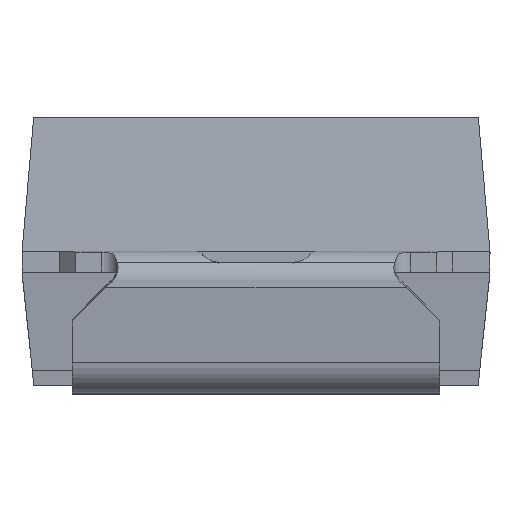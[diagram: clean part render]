
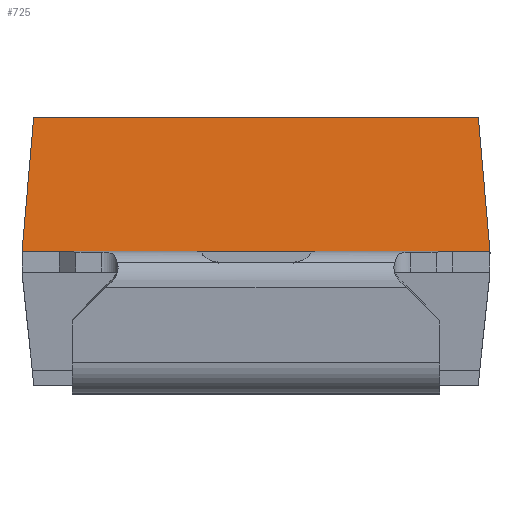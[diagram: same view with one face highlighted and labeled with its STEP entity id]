
A CAD part, top view. The second image highlights one B-rep face of the part: STEP entity #725.
In plain terms, the highlighted face is planar.
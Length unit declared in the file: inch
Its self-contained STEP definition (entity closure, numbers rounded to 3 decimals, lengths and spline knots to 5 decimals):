
#79 = DIRECTION ( 'NONE',  ( -0.087, -0.992, -0.087 ) ) ;
#104 = EDGE_LOOP ( 'NONE', ( #232, #2292, #5817, #5799 ) ) ;
#216 = CARTESIAN_POINT ( 'NONE',  ( 0.05236, -0.04724, 0.0563 ) ) ;
#232 = ORIENTED_EDGE ( 'NONE', *, *, #1916, .F. ) ;
#302 = VERTEX_POINT ( 'NONE', #2442 ) ;
#370 = EDGE_CURVE ( 'NONE', #2189, #1450, #1123, .T. ) ;
#497 = DIRECTION ( 'NONE',  ( 0., -0.087, 0.996 ) ) ;
#725 = ADVANCED_FACE ( 'NONE', ( #6210 ), #3833, .T. ) ;
#734 = DIRECTION ( 'NONE',  ( -1., 0., 0. ) ) ;
#749 = VERTEX_POINT ( 'NONE', #3388 ) ;
#784 = VECTOR ( 'NONE', #5497, 39.37008 ) ;
#1013 = DIRECTION ( 'NONE',  ( 0., -0.996, -0.087 ) ) ;
#1123 = LINE ( 'NONE', #2596, #3528 ) ;
#1450 = VERTEX_POINT ( 'NONE', #2478 ) ;
#1594 = EDGE_CURVE ( 'NONE', #2189, #302, #4945, .T. ) ;
#1916 = EDGE_CURVE ( 'NONE', #1450, #749, #2230, .T. ) ;
#1987 = AXIS2_PLACEMENT_3D ( 'NONE', #3422, #497, #1013 ) ;
#2189 = VERTEX_POINT ( 'NONE', #2503 ) ;
#2230 = LINE ( 'NONE', #216, #3014 ) ;
#2292 = ORIENTED_EDGE ( 'NONE', *, *, #370, .F. ) ;
#2442 = CARTESIAN_POINT ( 'NONE',  ( -0.05512, -0.01575, 0.05906 ) ) ;
#2478 = CARTESIAN_POINT ( 'NONE',  ( 0.05236, -0.04724, 0.0563 ) ) ;
#2503 = CARTESIAN_POINT ( 'NONE',  ( 0.05512, -0.01575, 0.05906 ) ) ;
#2553 = DIRECTION ( 'NONE',  ( -1., 0., 0. ) ) ;
#2596 = CARTESIAN_POINT ( 'NONE',  ( 0.05151, -0.05695, 0.05545 ) ) ;
#3014 = VECTOR ( 'NONE', #734, 39.37008 ) ;
#3376 = EDGE_CURVE ( 'NONE', #302, #749, #5969, .T. ) ;
#3388 = CARTESIAN_POINT ( 'NONE',  ( -0.05236, -0.04724, 0.0563 ) ) ;
#3422 = CARTESIAN_POINT ( 'NONE',  ( 0.05236, -0.04724, 0.0563 ) ) ;
#3528 = VECTOR ( 'NONE', #79, 39.37008 ) ;
#3833 = PLANE ( 'NONE',  #1987 ) ;
#4945 = LINE ( 'NONE', #5813, #5031 ) ;
#5031 = VECTOR ( 'NONE', #2553, 39.37008 ) ;
#5497 = DIRECTION ( 'NONE',  ( 0.087, -0.992, -0.087 ) ) ;
#5799 = ORIENTED_EDGE ( 'NONE', *, *, #3376, .T. ) ;
#5813 = CARTESIAN_POINT ( 'NONE',  ( 0., -0.01575, 0.05906 ) ) ;
#5817 = ORIENTED_EDGE ( 'NONE', *, *, #1594, .T. ) ;
#5934 = CARTESIAN_POINT ( 'NONE',  ( -0.05157, -0.05627, 0.05551 ) ) ;
#5969 = LINE ( 'NONE', #5934, #784 ) ;
#6210 = FACE_OUTER_BOUND ( 'NONE', #104, .T. ) ;
